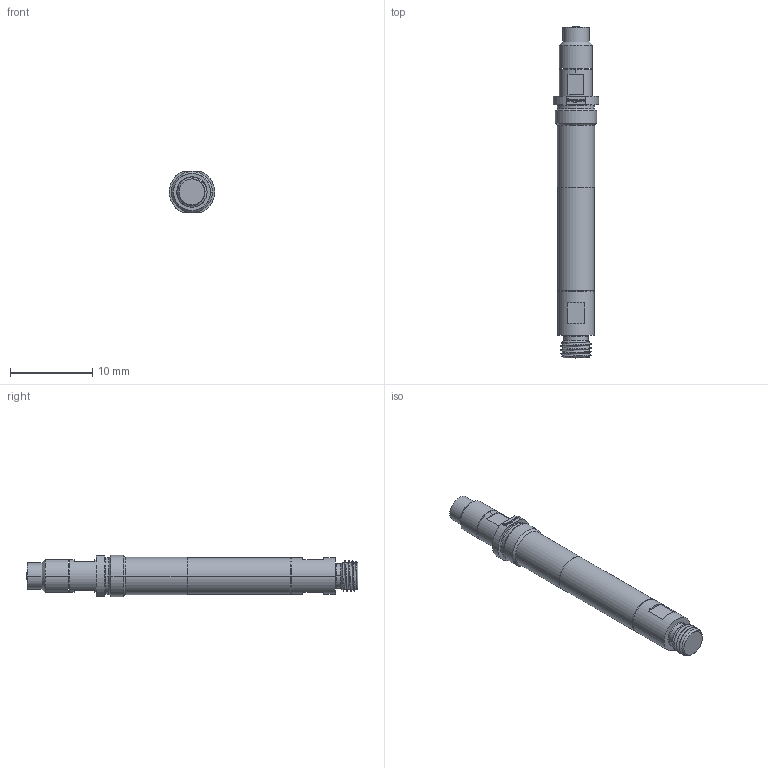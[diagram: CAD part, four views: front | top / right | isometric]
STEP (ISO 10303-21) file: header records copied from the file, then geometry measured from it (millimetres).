
FILE_DESCRIPTION (( 'STEP AP203' ), '1' );
FILE_NAME ('INGUN_HFS-890_343_078_A_xx43_UFL_M.STEP', '2022-05-05T08:52:21', ( 'ochi' ), ( '' ), 'SwSTEP 2.0', 'SolidWorks 2018', '' );
FILE_SCHEMA (( 'CONFIG_CONTROL_DESIGN' ));
Length unit declared in the file: millimetre
Products named in the file (1): INGUN_HFS-890_343_078_A_xx43_UFL_M
Bounding box: 5.49 x 40.24 x 5 mm (x, y, z)
Volume: 581.2 mm3; surface area: 627.2 mm2
Topology: 1 solids, 1 shells, 160 faces, 383 edges, 241 vertices
Faces by surface type: plane 61, cylinder 41, cone 25, bspline 23, torus 10
Entity records: 6582 total; most frequent: CARTESIAN_POINT 2970, ORIENTED_EDGE 762, DIRECTION 670, EDGE_CURVE 381, AXIS2_PLACEMENT_3D 250, VERTEX_POINT 241, EDGE_LOOP 178, LINE 170
